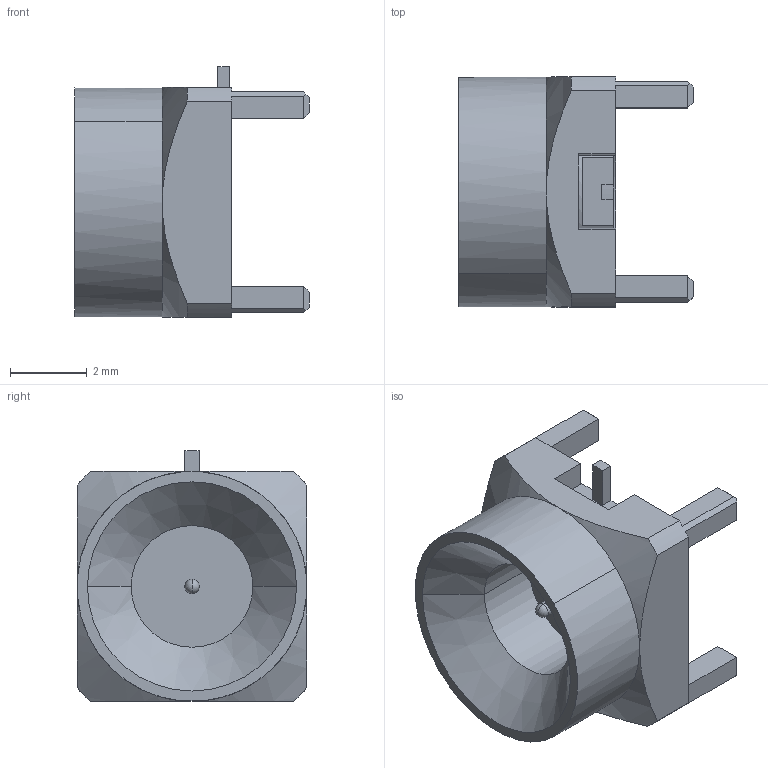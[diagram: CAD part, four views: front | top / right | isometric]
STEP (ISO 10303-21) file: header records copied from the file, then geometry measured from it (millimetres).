
FILE_DESCRIPTION((''),'2;1');
FILE_NAME('SMP-MSCM-PCT-10_SW0001','2020-07-07T13:28:57',('ehill'),(''),'CREO PARAMETRIC BY PTC INC, 2019444','CREO PARAMETRIC BY PTC INC, 2019444','');
FILE_SCHEMA(('CONFIG_CONTROL_DESIGN'));
Length unit declared in the file: millimetre
Products named in the file (1): SMP-MSCM-PCT-10_SW0001
Bounding box: 6.13 x 6 x 6.54 mm (x, y, z)
Volume: 98.6 mm3; surface area: 226.6 mm2
Topology: 1 solids, 1 shells, 84 faces, 220 edges, 139 vertices
Faces by surface type: plane 58, cylinder 18, cone 6, sphere 2
Entity records: 2654 total; most frequent: CARTESIAN_POINT 545, ORIENTED_EDGE 436, DIRECTION 424, EDGE_CURVE 218, VECTOR 148, LINE 148, VERTEX_POINT 139, AXIS2_PLACEMENT_3D 138
